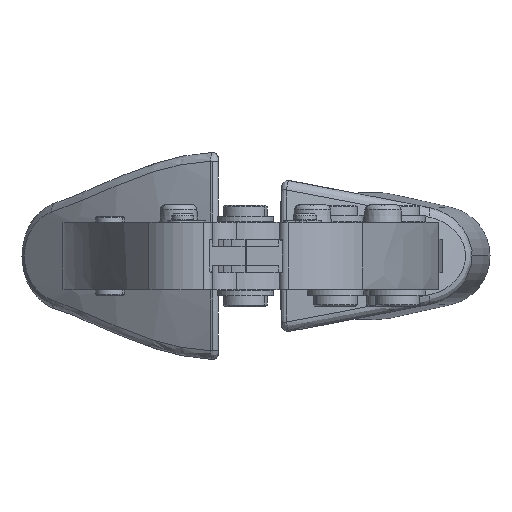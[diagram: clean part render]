
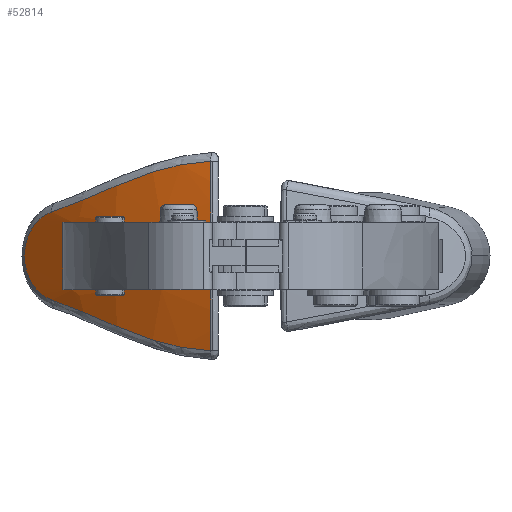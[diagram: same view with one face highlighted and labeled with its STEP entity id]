
A CAD part, left-side view. The second image highlights one B-rep face of the part: STEP entity #52814.
In plain terms, the highlighted spherical face has radius 86.8 mm.
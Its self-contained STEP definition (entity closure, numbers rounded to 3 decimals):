
#8189=AXIS2_PLACEMENT_3D('Circle Axis2P3D',#8187,#8188,$) ;
#43371=AXIS2_PLACEMENT_3D('Circle Axis2P3D',#43369,#43370,$) ;
#52793=AXIS2_PLACEMENT_3D('Sphere Axis2P3D',#52790,#52791,#52792) ;
#2171=CARTESIAN_POINT('Vertex',(79.584,75.414,24.784)) ;
#2262=CARTESIAN_POINT('Vertex',(64.24,50.38,24.784)) ;
#2266=CARTESIAN_POINT('Control Point',(64.24,50.38,24.784)) ;
#2267=CARTESIAN_POINT('Control Point',(66.427,55.862,24.784)) ;
#2268=CARTESIAN_POINT('Control Point',(69.08,61.157,24.784)) ;
#2269=CARTESIAN_POINT('Control Point',(72.179,66.213,24.784)) ;
#2270=CARTESIAN_POINT('Control Point',(75.693,70.98,24.784)) ;
#2271=CARTESIAN_POINT('Control Point',(79.584,75.414,24.784)) ;
#7844=CARTESIAN_POINT('Vertex',(79.584,75.414,12.584)) ;
#7853=CARTESIAN_POINT('Control Point',(79.584,75.414,24.784)) ;
#7854=CARTESIAN_POINT('Control Point',(79.255,75.472,20.727)) ;
#7855=CARTESIAN_POINT('Control Point',(79.255,75.472,16.642)) ;
#7856=CARTESIAN_POINT('Control Point',(79.584,75.414,12.584)) ;
#8184=CARTESIAN_POINT('Vertex',(65.85,50.401,35.777)) ;
#8187=CARTESIAN_POINT('Axis2P3D Location',(144.226,51.441,18.684)) ;
#36484=CARTESIAN_POINT('Vertex',(65.85,50.401,1.592)) ;
#36488=CARTESIAN_POINT('Control Point',(65.85,50.401,1.592)) ;
#36489=CARTESIAN_POINT('Control Point',(67.143,53.63,1.692)) ;
#36490=CARTESIAN_POINT('Control Point',(68.508,56.782,2.204)) ;
#36491=CARTESIAN_POINT('Control Point',(69.932,59.814,3.067)) ;
#36492=CARTESIAN_POINT('Control Point',(73.013,65.726,5.189)) ;
#36493=CARTESIAN_POINT('Control Point',(76.623,71.232,7.632)) ;
#36494=CARTESIAN_POINT('Control Point',(78.62,73.932,8.83)) ;
#36495=CARTESIAN_POINT('Control Point',(80.817,76.56,9.906)) ;
#36496=CARTESIAN_POINT('Control Point',(83.226,79.105,10.756)) ;
#36497=CARTESIAN_POINT('Vertex',(83.226,79.105,10.756)) ;
#36659=CARTESIAN_POINT('Vertex',(83.226,79.105,26.613)) ;
#36663=CARTESIAN_POINT('Control Point',(83.226,79.105,10.756)) ;
#36664=CARTESIAN_POINT('Control Point',(83.994,79.916,11.02)) ;
#36665=CARTESIAN_POINT('Control Point',(84.729,80.687,11.448)) ;
#36666=CARTESIAN_POINT('Control Point',(85.398,81.384,12.02)) ;
#36667=CARTESIAN_POINT('Control Point',(86.532,82.56,13.338)) ;
#36668=CARTESIAN_POINT('Control Point',(87.308,83.357,14.947)) ;
#36669=CARTESIAN_POINT('Control Point',(87.594,83.649,15.776)) ;
#36670=CARTESIAN_POINT('Control Point',(87.84,83.901,16.863)) ;
#36671=CARTESIAN_POINT('Control Point',(87.937,83.999,17.97)) ;
#36672=CARTESIAN_POINT('Control Point',(87.951,84.013,18.208)) ;
#36673=CARTESIAN_POINT('Control Point',(87.958,84.02,18.446)) ;
#36674=CARTESIAN_POINT('Control Point',(87.958,84.021,18.684)) ;
#36675=CARTESIAN_POINT('Vertex',(87.958,84.021,18.684)) ;
#36679=CARTESIAN_POINT('Control Point',(87.958,84.021,18.684)) ;
#36680=CARTESIAN_POINT('Control Point',(87.958,84.021,19.32)) ;
#36681=CARTESIAN_POINT('Control Point',(87.909,83.97,19.955)) ;
#36682=CARTESIAN_POINT('Control Point',(87.81,83.87,20.585)) ;
#36683=CARTESIAN_POINT('Control Point',(87.34,83.39,22.562)) ;
#36684=CARTESIAN_POINT('Control Point',(86.375,82.399,24.354)) ;
#36685=CARTESIAN_POINT('Control Point',(85.483,81.477,25.432)) ;
#36686=CARTESIAN_POINT('Control Point',(84.392,80.336,26.212)) ;
#36687=CARTESIAN_POINT('Control Point',(83.226,79.105,26.613)) ;
#36782=CARTESIAN_POINT('Control Point',(65.85,50.401,35.777)) ;
#36783=CARTESIAN_POINT('Control Point',(67.117,53.566,35.679)) ;
#36784=CARTESIAN_POINT('Control Point',(68.454,56.657,35.185)) ;
#36785=CARTESIAN_POINT('Control Point',(69.847,59.634,34.353)) ;
#36786=CARTESIAN_POINT('Control Point',(72.917,65.56,32.254)) ;
#36787=CARTESIAN_POINT('Control Point',(76.508,71.076,29.806)) ;
#36788=CARTESIAN_POINT('Control Point',(78.535,73.83,28.581)) ;
#36789=CARTESIAN_POINT('Control Point',(80.771,76.511,27.479)) ;
#36790=CARTESIAN_POINT('Control Point',(83.226,79.105,26.613)) ;
#43366=CARTESIAN_POINT('Vertex',(64.24,50.38,12.584)) ;
#43369=CARTESIAN_POINT('Axis2P3D Location',(144.226,51.441,18.684)) ;
#52790=CARTESIAN_POINT('Axis2P3D Location',(144.666,18.306,18.684)) ;
#52796=CARTESIAN_POINT('Control Point',(64.24,50.38,12.584)) ;
#52797=CARTESIAN_POINT('Control Point',(66.429,55.868,12.584)) ;
#52798=CARTESIAN_POINT('Control Point',(69.087,61.169,12.584)) ;
#52799=CARTESIAN_POINT('Control Point',(72.174,66.206,12.585)) ;
#52800=CARTESIAN_POINT('Control Point',(75.691,70.978,12.584)) ;
#52801=CARTESIAN_POINT('Control Point',(79.584,75.414,12.584)) ;
#8188=DIRECTION('Axis2P3D Direction',(-0.013,1.,0.)) ;
#43370=DIRECTION('Axis2P3D Direction',(-0.013,1.,0.)) ;
#52791=DIRECTION('Axis2P3D Direction',(0.,-1.,0.)) ;
#52792=DIRECTION('Axis2P3D XDirection',(-0.94,0.,0.342)) ;
#52804=ORIENTED_EDGE('',*,*,#8191,.F.) ;
#52805=ORIENTED_EDGE('',*,*,#36791,.T.) ;
#52806=ORIENTED_EDGE('',*,*,#36688,.T.) ;
#52807=ORIENTED_EDGE('',*,*,#36677,.T.) ;
#52808=ORIENTED_EDGE('',*,*,#36499,.T.) ;
#52809=ORIENTED_EDGE('',*,*,#43373,.F.) ;
#52810=ORIENTED_EDGE('',*,*,#52802,.T.) ;
#52811=ORIENTED_EDGE('',*,*,#7857,.F.) ;
#52812=ORIENTED_EDGE('',*,*,#2272,.F.) ;
#52814=ADVANCED_FACE('Hauptk\X2\00F6\X0\rper',(#52813),#52794,.T.) ;
#2265=B_SPLINE_CURVE_WITH_KNOTS('',5,(#2266,#2267,#2268,#2269,#2270,#2271),.UNSPECIFIED.,.F.,.U.,(6,6),(0.,41.745),.UNSPECIFIED.) ;
#7852=B_SPLINE_CURVE_WITH_KNOTS('',3,(#7853,#7854,#7855,#7856),.UNSPECIFIED.,.F.,.U.,(4,4),(0.,17.282),.UNSPECIFIED.) ;
#36487=B_SPLINE_CURVE_WITH_KNOTS('',5,(#36488,#36489,#36490,#36491,#36492,#36493,#36494,#36495,#36496),.UNSPECIFIED.,.F.,.U.,(6,3,6),(12.602,29.919,47.669),.UNSPECIFIED.) ;
#36662=B_SPLINE_CURVE_WITH_KNOTS('',5,(#36663,#36664,#36665,#36666,#36667,#36668,#36669,#36670,#36671,#36672,#36673,#36674),.UNSPECIFIED.,.F.,.U.,(6,3,3,6),(25.579,31.479,37.085,38.616),.UNSPECIFIED.) ;
#36678=B_SPLINE_CURVE_WITH_KNOTS('',5,(#36679,#36680,#36681,#36682,#36683,#36684,#36685,#36686,#36687),.UNSPECIFIED.,.F.,.U.,(6,3,6),(38.616,42.7,51.655),.UNSPECIFIED.) ;
#36781=B_SPLINE_CURVE_WITH_KNOTS('',5,(#36782,#36783,#36784,#36785,#36786,#36787,#36788,#36789,#36790),.UNSPECIFIED.,.F.,.U.,(6,3,6),(12.602,29.576,47.668),.UNSPECIFIED.) ;
#52795=B_SPLINE_CURVE_WITH_KNOTS('',5,(#52796,#52797,#52798,#52799,#52800,#52801),.UNSPECIFIED.,.F.,.U.,(6,6),(0.,41.795),.UNSPECIFIED.) ;
#8190=CIRCLE('generated circle',#8189,80.225) ;
#43372=CIRCLE('generated circle',#43371,80.225) ;
#2272=EDGE_CURVE('',#2263,#2172,#2265,.T.) ;
#7857=EDGE_CURVE('',#2172,#7845,#7852,.T.) ;
#8191=EDGE_CURVE('',#8185,#2263,#8190,.F.) ;
#36499=EDGE_CURVE('',#36498,#36485,#36487,.F.) ;
#36677=EDGE_CURVE('',#36676,#36498,#36662,.F.) ;
#36688=EDGE_CURVE('',#36660,#36676,#36678,.F.) ;
#36791=EDGE_CURVE('',#8185,#36660,#36781,.T.) ;
#43373=EDGE_CURVE('',#43367,#36485,#43372,.F.) ;
#52802=EDGE_CURVE('',#43367,#7845,#52795,.T.) ;
#52803=EDGE_LOOP('',(#52804,#52805,#52806,#52807,#52808,#52809,#52810,#52811,#52812)) ;
#52813=FACE_OUTER_BOUND('',#52803,.T.) ;
#52794=SPHERICAL_SURFACE('',#52793,86.8) ;
#2172=VERTEX_POINT('',#2171) ;
#2263=VERTEX_POINT('',#2262) ;
#7845=VERTEX_POINT('',#7844) ;
#8185=VERTEX_POINT('',#8184) ;
#36485=VERTEX_POINT('',#36484) ;
#36498=VERTEX_POINT('',#36497) ;
#36660=VERTEX_POINT('',#36659) ;
#36676=VERTEX_POINT('',#36675) ;
#43367=VERTEX_POINT('',#43366) ;
